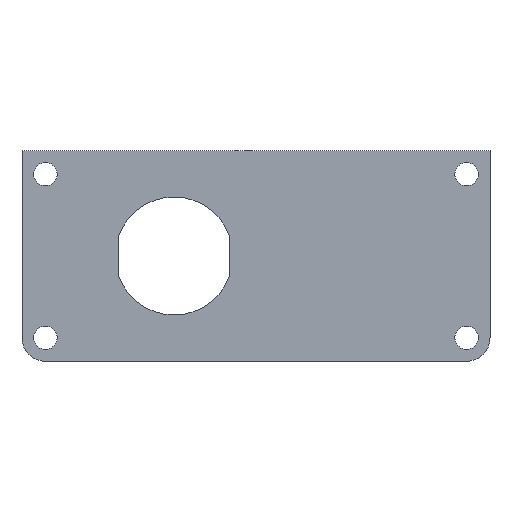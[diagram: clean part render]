
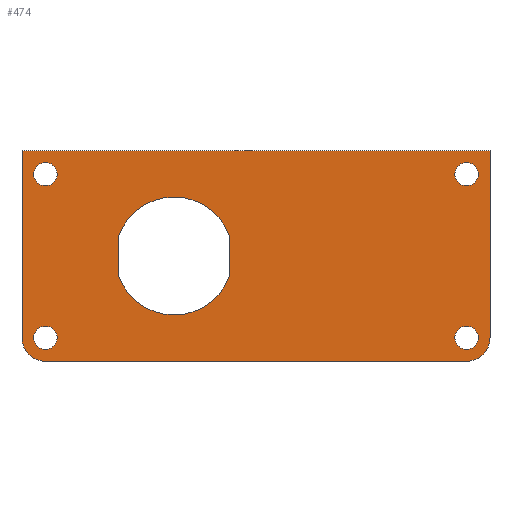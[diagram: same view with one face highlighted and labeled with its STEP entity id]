
A CAD part, front view. The second image highlights one B-rep face of the part: STEP entity #474.
In plain terms, the highlighted planar face has unit normal (0, -1, 0).
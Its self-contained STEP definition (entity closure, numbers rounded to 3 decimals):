
#25=LINE('',#799,#56);
#28=LINE('',#805,#59);
#29=LINE('',#807,#60);
#30=LINE('',#809,#61);
#31=LINE('',#815,#62);
#32=LINE('',#818,#63);
#56=VECTOR('',#658,10.);
#59=VECTOR('',#663,10.);
#60=VECTOR('',#664,10.);
#61=VECTOR('',#665,10.);
#62=VECTOR('',#670,10.);
#63=VECTOR('',#673,10.);
#94=FACE_BOUND('',#150,.T.);
#95=FACE_BOUND('',#151,.T.);
#96=FACE_BOUND('',#152,.T.);
#97=FACE_BOUND('',#153,.T.);
#98=FACE_BOUND('',#154,.T.);
#119=FACE_OUTER_BOUND('',#149,.T.);
#149=EDGE_LOOP('',(#377,#378,#379,#380,#381,#382));
#150=EDGE_LOOP('',(#383));
#151=EDGE_LOOP('',(#384));
#152=EDGE_LOOP('',(#385));
#153=EDGE_LOOP('',(#386));
#154=EDGE_LOOP('',(#387,#388,#389,#390));
#177=CIRCLE('',#514,2.5);
#183=CIRCLE('',#523,2.5);
#189=CIRCLE('',#532,2.5);
#195=CIRCLE('',#541,2.5);
#197=CIRCLE('',#544,5.);
#198=CIRCLE('',#547,5.);
#199=CIRCLE('',#548,12.6);
#200=CIRCLE('',#549,12.6);
#211=VERTEX_POINT('',#734);
#217=VERTEX_POINT('',#751);
#223=VERTEX_POINT('',#768);
#229=VERTEX_POINT('',#785);
#232=VERTEX_POINT('',#792);
#233=VERTEX_POINT('',#794);
#234=VERTEX_POINT('',#798);
#236=VERTEX_POINT('',#804);
#237=VERTEX_POINT('',#806);
#238=VERTEX_POINT('',#808);
#239=VERTEX_POINT('',#811);
#240=VERTEX_POINT('',#812);
#241=VERTEX_POINT('',#814);
#242=VERTEX_POINT('',#816);
#259=EDGE_CURVE('',#211,#211,#177,.T.);
#267=EDGE_CURVE('',#217,#217,#183,.T.);
#275=EDGE_CURVE('',#223,#223,#189,.T.);
#283=EDGE_CURVE('',#229,#229,#195,.T.);
#286=EDGE_CURVE('',#232,#233,#197,.T.);
#288=EDGE_CURVE('',#234,#233,#25,.T.);
#291=EDGE_CURVE('',#232,#236,#28,.T.);
#292=EDGE_CURVE('',#236,#237,#29,.T.);
#293=EDGE_CURVE('',#237,#238,#30,.T.);
#294=EDGE_CURVE('',#234,#238,#198,.T.);
#295=EDGE_CURVE('',#239,#240,#199,.T.);
#296=EDGE_CURVE('',#240,#241,#31,.T.);
#297=EDGE_CURVE('',#241,#242,#200,.T.);
#298=EDGE_CURVE('',#242,#239,#32,.T.);
#377=ORIENTED_EDGE('',*,*,#286,.F.);
#378=ORIENTED_EDGE('',*,*,#291,.T.);
#379=ORIENTED_EDGE('',*,*,#292,.T.);
#380=ORIENTED_EDGE('',*,*,#293,.T.);
#381=ORIENTED_EDGE('',*,*,#294,.F.);
#382=ORIENTED_EDGE('',*,*,#288,.T.);
#383=ORIENTED_EDGE('',*,*,#259,.T.);
#384=ORIENTED_EDGE('',*,*,#267,.T.);
#385=ORIENTED_EDGE('',*,*,#275,.T.);
#386=ORIENTED_EDGE('',*,*,#283,.T.);
#387=ORIENTED_EDGE('',*,*,#295,.T.);
#388=ORIENTED_EDGE('',*,*,#296,.T.);
#389=ORIENTED_EDGE('',*,*,#297,.T.);
#390=ORIENTED_EDGE('',*,*,#298,.T.);
#452=PLANE('',#546);
#474=ADVANCED_FACE('',(#119,#94,#95,#96,#97,#98),#452,.T.);
#514=AXIS2_PLACEMENT_3D('',#736,#586,#587);
#523=AXIS2_PLACEMENT_3D('',#753,#606,#607);
#532=AXIS2_PLACEMENT_3D('',#770,#626,#627);
#541=AXIS2_PLACEMENT_3D('',#787,#646,#647);
#544=AXIS2_PLACEMENT_3D('',#795,#653,#654);
#546=AXIS2_PLACEMENT_3D('',#803,#661,#662);
#547=AXIS2_PLACEMENT_3D('',#810,#666,#667);
#548=AXIS2_PLACEMENT_3D('',#813,#668,#669);
#549=AXIS2_PLACEMENT_3D('',#817,#671,#672);
#586=DIRECTION('center_axis',(0.,1.,0.));
#587=DIRECTION('ref_axis',(1.,0.,0.));
#606=DIRECTION('center_axis',(0.,1.,0.));
#607=DIRECTION('ref_axis',(1.,0.,0.));
#626=DIRECTION('center_axis',(0.,1.,0.));
#627=DIRECTION('ref_axis',(1.,0.,0.));
#646=DIRECTION('center_axis',(0.,1.,0.));
#647=DIRECTION('ref_axis',(1.,0.,0.));
#653=DIRECTION('center_axis',(0.,1.,0.));
#654=DIRECTION('ref_axis',(0.707,0.,-0.707));
#658=DIRECTION('',(1.,0.,0.));
#661=DIRECTION('center_axis',(0.,-1.,0.));
#662=DIRECTION('ref_axis',(0.,0.,-1.));
#663=DIRECTION('',(0.,0.,1.));
#664=DIRECTION('',(-1.,0.,0.));
#665=DIRECTION('',(0.,0.,-1.));
#666=DIRECTION('center_axis',(0.,1.,0.));
#667=DIRECTION('ref_axis',(-0.707,0.,-0.707));
#668=DIRECTION('center_axis',(0.,1.,0.));
#669=DIRECTION('ref_axis',(0.937,0.,-0.351));
#670=DIRECTION('',(0.,0.,-1.));
#671=DIRECTION('center_axis',(0.,1.,0.));
#672=DIRECTION('ref_axis',(-0.937,0.,0.351));
#673=DIRECTION('',(0.,0.,1.));
#734=CARTESIAN_POINT('',(-47.5,0.,17.5));
#736=CARTESIAN_POINT('Origin',(-45.,0.,17.5));
#751=CARTESIAN_POINT('',(-47.5,0.,-17.5));
#753=CARTESIAN_POINT('Origin',(-45.,0.,-17.5));
#768=CARTESIAN_POINT('',(42.5,0.,-17.5));
#770=CARTESIAN_POINT('Origin',(45.,0.,-17.5));
#785=CARTESIAN_POINT('',(42.5,0.,17.5));
#787=CARTESIAN_POINT('Origin',(45.,0.,17.5));
#792=CARTESIAN_POINT('',(50.,0.,-17.5));
#794=CARTESIAN_POINT('',(45.,0.,-22.5));
#795=CARTESIAN_POINT('Origin',(45.,0.,-17.5));
#798=CARTESIAN_POINT('',(-45.,0.,-22.5));
#799=CARTESIAN_POINT('',(-50.,0.,-22.5));
#803=CARTESIAN_POINT('Origin',(0.,0.,0.));
#804=CARTESIAN_POINT('',(50.,0.,22.5));
#805=CARTESIAN_POINT('',(50.,0.,-22.5));
#806=CARTESIAN_POINT('',(-50.,0.,22.5));
#807=CARTESIAN_POINT('',(50.,0.,22.5));
#808=CARTESIAN_POINT('',(-50.,0.,-17.5));
#809=CARTESIAN_POINT('',(-50.,0.,22.5));
#810=CARTESIAN_POINT('Origin',(-45.,0.,-17.5));
#811=CARTESIAN_POINT('',(-29.3,0.,4.418));
#812=CARTESIAN_POINT('',(-5.7,0.,4.418));
#813=CARTESIAN_POINT('Origin',(-17.5,0.,0.));
#814=CARTESIAN_POINT('',(-5.7,0.,-4.418));
#815=CARTESIAN_POINT('',(-5.7,0.,2.209));
#816=CARTESIAN_POINT('',(-29.3,0.,-4.418));
#817=CARTESIAN_POINT('Origin',(-17.5,0.,0.));
#818=CARTESIAN_POINT('',(-29.3,0.,-2.209));
